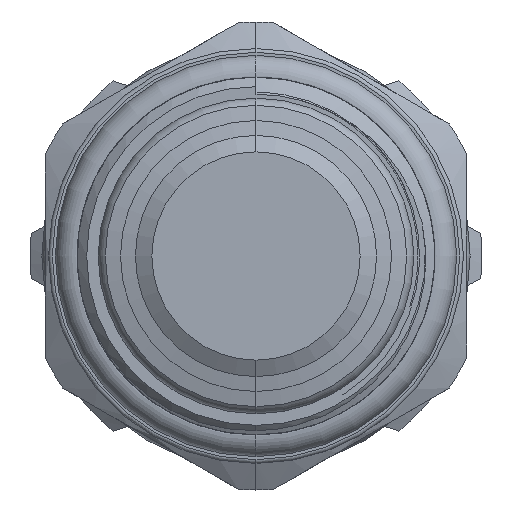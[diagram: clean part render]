
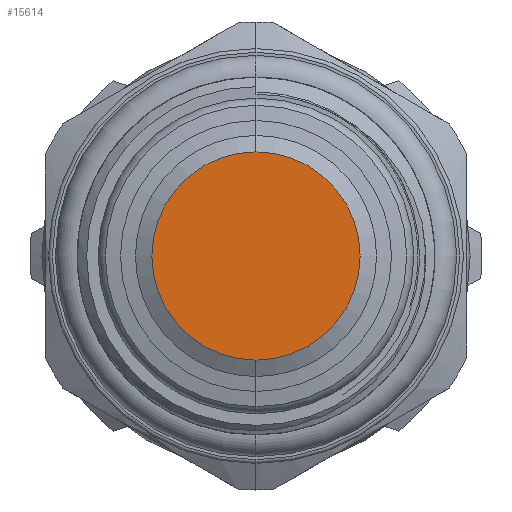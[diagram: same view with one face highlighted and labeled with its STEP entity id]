
A CAD part, left-side view. The second image highlights one B-rep face of the part: STEP entity #15614.
In plain terms, the highlighted planar face has unit normal (-1, 0, 0).
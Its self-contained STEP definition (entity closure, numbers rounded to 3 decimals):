
#769 = EDGE_CURVE ( 'NONE', #9272, #3932, #9795, .T. ) ;
#804 = CARTESIAN_POINT ( 'NONE',  ( -43.4, 0., 0. ) ) ;
#806 = DIRECTION ( 'NONE',  ( -1., 0., 0. ) ) ;
#808 = DIRECTION ( 'NONE',  ( 0., 0., 1. ) ) ;
#1287 = CARTESIAN_POINT ( 'NONE',  ( -43.4, 0., 5.484 ) ) ;
#1795 = CARTESIAN_POINT ( 'NONE',  ( -43.4, 0., 0. ) ) ;
#1796 = DIRECTION ( 'NONE',  ( -1., 0., 0. ) ) ;
#1797 = DIRECTION ( 'NONE',  ( 0., 0., 1. ) ) ;
#3691 = CARTESIAN_POINT ( 'NONE',  ( -43.4, 0., -5.484 ) ) ;
#3932 = VERTEX_POINT ( 'NONE', #1287 ) ;
#4753 = CARTESIAN_POINT ( 'NONE',  ( -43.4, 0., 0. ) ) ;
#4756 = PLANE ( 'NONE',  #15879 ) ;
#4758 = DIRECTION ( 'NONE',  ( 1., 0., 0. ) ) ;
#4759 = DIRECTION ( 'NONE',  ( 0., 0., -1. ) ) ;
#5344 = FACE_OUTER_BOUND ( 'NONE', #7034, .T. ) ;
#6263 = AXIS2_PLACEMENT_3D ( 'NONE', #1795, #1796, #1797 ) ;
#6309 = AXIS2_PLACEMENT_3D ( 'NONE', #804, #806, #808 ) ;
#6590 = EDGE_CURVE ( 'NONE', #3932, #9272, #9929, .T. ) ;
#7034 = EDGE_LOOP ( 'NONE', ( #8740, #8741 ) ) ;
#8740 = ORIENTED_EDGE ( 'NONE', *, *, #769, .T. ) ;
#8741 = ORIENTED_EDGE ( 'NONE', *, *, #6590, .T. ) ;
#9272 = VERTEX_POINT ( 'NONE', #3691 ) ;
#9795 = CIRCLE ( 'NONE', #6309, 5.484 ) ;
#9929 = CIRCLE ( 'NONE', #6263, 5.484 ) ;
#15614 = ADVANCED_FACE ( 'NONE', ( #5344 ), #4756, .F. ) ;
#15879 = AXIS2_PLACEMENT_3D ( 'NONE', #4753, #4758, #4759 ) ;
